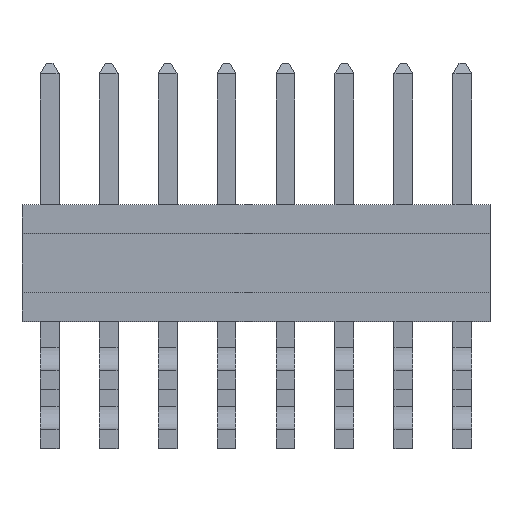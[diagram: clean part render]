
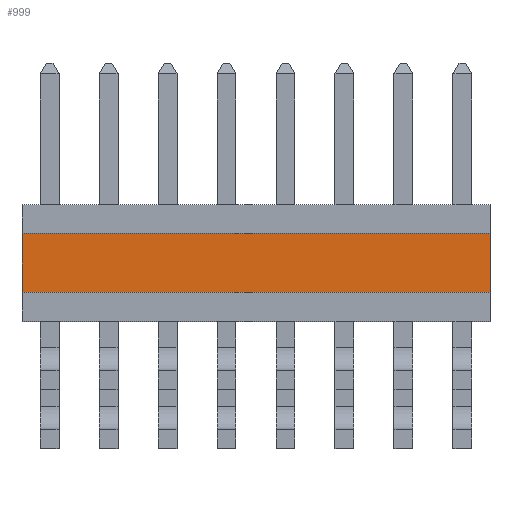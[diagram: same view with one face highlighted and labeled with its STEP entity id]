
A CAD part, top view. The second image highlights one B-rep face of the part: STEP entity #999.
In plain terms, the highlighted planar face has unit normal (0, 0, 1).
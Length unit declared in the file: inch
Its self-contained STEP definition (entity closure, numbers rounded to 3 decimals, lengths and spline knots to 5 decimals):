
#999 = ADVANCED_FACE( '', ( #2081 ), #2082, .F. );
#2081 = FACE_OUTER_BOUND( '', #3231, .T. );
#2082 = PLANE( '', #3232 );
#3231 = EDGE_LOOP( '', ( #6153, #6154, #6155, #6156 ) );
#3232 = AXIS2_PLACEMENT_3D( '', #6157, #6158, #6159 );
#6153 = ORIENTED_EDGE( '', *, *, #8264, .F. );
#6154 = ORIENTED_EDGE( '', *, *, #8265, .F. );
#6155 = ORIENTED_EDGE( '', *, *, #8266, .T. );
#6156 = ORIENTED_EDGE( '', *, *, #8267, .F. );
#6157 = CARTESIAN_POINT( '', ( 0.2, 0.0745, 0.0575 ) );
#6158 = DIRECTION( '', ( 0., 0., -1. ) );
#6159 = DIRECTION( '', ( -1., 0., 0. ) );
#8264 = EDGE_CURVE( '', #10299, #10300, #10301, .T. );
#8265 = EDGE_CURVE( '', #10302, #10299, #10303, .T. );
#8266 = EDGE_CURVE( '', #10302, #10304, #10305, .T. );
#8267 = EDGE_CURVE( '', #10300, #10304, #10306, .T. );
#10299 = VERTEX_POINT( '', #13248 );
#10300 = VERTEX_POINT( '', #13249 );
#10301 = LINE( '', #13250, #13251 );
#10302 = VERTEX_POINT( '', #13252 );
#10303 = LINE( '', #13253, #13254 );
#10304 = VERTEX_POINT( '', #13255 );
#10305 = LINE( '', #13256, #13257 );
#10306 = LINE( '', #13258, #13259 );
#13248 = CARTESIAN_POINT( '', ( 0.1985, 0.0245, 0.0575 ) );
#13249 = CARTESIAN_POINT( '', ( -0.1985, 0.0245, 0.0575 ) );
#13250 = CARTESIAN_POINT( '', ( 0.2, 0.0245, 0.0575 ) );
#13251 = VECTOR( '', #14552, 39.37008 );
#13252 = CARTESIAN_POINT( '', ( 0.1985, 0.0745, 0.0575 ) );
#13253 = CARTESIAN_POINT( '', ( 0.1985, 0.099, 0.0575 ) );
#13254 = VECTOR( '', #14553, 39.37008 );
#13255 = CARTESIAN_POINT( '', ( -0.1985, 0.0745, 0.0575 ) );
#13256 = CARTESIAN_POINT( '', ( 0.2, 0.0745, 0.0575 ) );
#13257 = VECTOR( '', #14554, 39.37008 );
#13258 = CARTESIAN_POINT( '', ( -0.1985, 0.099, 0.0575 ) );
#13259 = VECTOR( '', #14555, 39.37008 );
#14552 = DIRECTION( '', ( -1., 0., 0. ) );
#14553 = DIRECTION( '', ( 0., -1., 0. ) );
#14554 = DIRECTION( '', ( -1., 0., 0. ) );
#14555 = DIRECTION( '', ( 0., 1., 0. ) );
